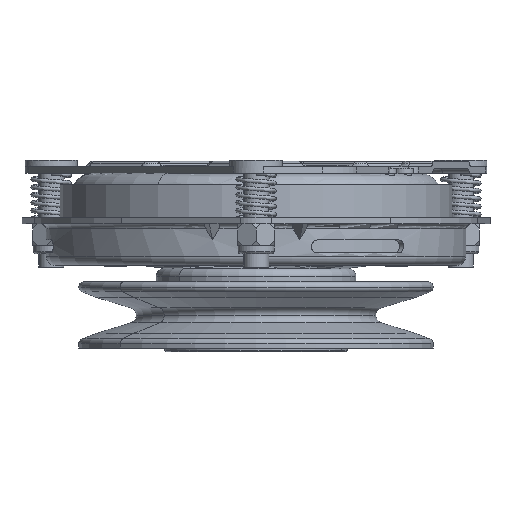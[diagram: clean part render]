
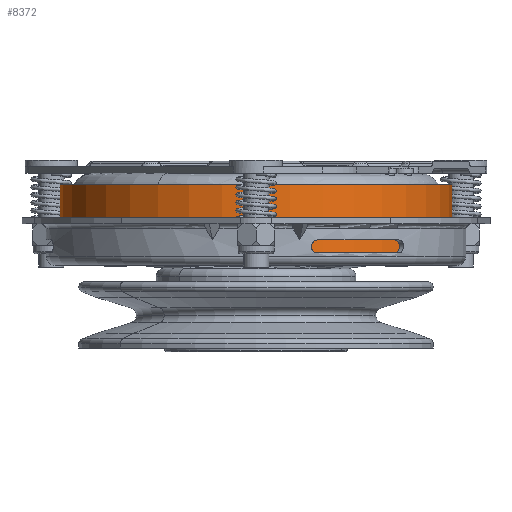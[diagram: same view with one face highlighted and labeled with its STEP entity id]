
A CAD part, front view. The second image highlights one B-rep face of the part: STEP entity #8372.
In plain terms, the highlighted cylindrical face has radius 75 mm (diameter 150 mm), a partial arc.
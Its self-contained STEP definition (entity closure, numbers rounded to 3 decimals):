
#577 = CARTESIAN_POINT ( 'NONE',  ( 0., 0., -7. ) ) ;
#1090 = VERTEX_POINT ( 'NONE', #3955 ) ;
#2150 = DIRECTION ( 'NONE',  ( 0., 0., -1. ) ) ;
#2408 = CYLINDRICAL_SURFACE ( 'NONE', #20762, 75. ) ;
#2435 = DIRECTION ( 'NONE',  ( 1., 0., 0. ) ) ;
#3041 = DIRECTION ( 'NONE',  ( 1., 0., 0. ) ) ;
#3175 = FACE_OUTER_BOUND ( 'NONE', #15661, .T. ) ;
#3955 = CARTESIAN_POINT ( 'NONE',  ( -75., 0., -35.8 ) ) ;
#4133 = CARTESIAN_POINT ( 'NONE',  ( 75., 0., -35.8 ) ) ;
#4908 = CARTESIAN_POINT ( 'NONE',  ( 0., 0., 58.59 ) ) ;
#5514 = EDGE_CURVE ( 'NONE', #1090, #18092, #27609, .T. ) ;
#5810 = AXIS2_PLACEMENT_3D ( 'NONE', #577, #17618, #3041 ) ;
#7263 = CARTESIAN_POINT ( 'NONE',  ( 75., 0., -7. ) ) ;
#7745 = EDGE_CURVE ( 'NONE', #21800, #1090, #17272, .T. ) ;
#8372 = ADVANCED_FACE ( 'NONE', ( #3175 ), #2408, .T. ) ;
#9547 = ORIENTED_EDGE ( 'NONE', *, *, #7745, .F. ) ;
#9801 = DIRECTION ( 'NONE',  ( 0., 0., 1. ) ) ;
#10647 = ORIENTED_EDGE ( 'NONE', *, *, #29202, .F. ) ;
#11050 = VECTOR ( 'NONE', #12740, 1000. ) ;
#11655 = CIRCLE ( 'NONE', #5810, 75. ) ;
#12631 = CARTESIAN_POINT ( 'NONE',  ( 75., 0., 58.59 ) ) ;
#12740 = DIRECTION ( 'NONE',  ( 0., 0., 1. ) ) ;
#14639 = VECTOR ( 'NONE', #25171, 1000. ) ;
#15661 = EDGE_LOOP ( 'NONE', ( #19442, #9547, #19977, #10647 ) ) ;
#16373 = AXIS2_PLACEMENT_3D ( 'NONE', #16778, #2150, #19225 ) ;
#16778 = CARTESIAN_POINT ( 'NONE',  ( 0., 0., -35.8 ) ) ;
#17272 = CIRCLE ( 'NONE', #16373, 75. ) ;
#17618 = DIRECTION ( 'NONE',  ( 0., 0., 1. ) ) ;
#18092 = VERTEX_POINT ( 'NONE', #18968 ) ;
#18216 = VERTEX_POINT ( 'NONE', #7263 ) ;
#18296 = LINE ( 'NONE', #12631, #11050 ) ;
#18968 = CARTESIAN_POINT ( 'NONE',  ( -75., 0., -7. ) ) ;
#19225 = DIRECTION ( 'NONE',  ( -1., 0., 0. ) ) ;
#19442 = ORIENTED_EDGE ( 'NONE', *, *, #5514, .F. ) ;
#19977 = ORIENTED_EDGE ( 'NONE', *, *, #25258, .T. ) ;
#20762 = AXIS2_PLACEMENT_3D ( 'NONE', #4908, #9801, #2435 ) ;
#21800 = VERTEX_POINT ( 'NONE', #4133 ) ;
#25171 = DIRECTION ( 'NONE',  ( 0., 0., 1. ) ) ;
#25258 = EDGE_CURVE ( 'NONE', #21800, #18216, #18296, .T. ) ;
#27608 = CARTESIAN_POINT ( 'NONE',  ( -75., 0., 58.59 ) ) ;
#27609 = LINE ( 'NONE', #27608, #14639 ) ;
#29202 = EDGE_CURVE ( 'NONE', #18092, #18216, #11655, .T. ) ;
